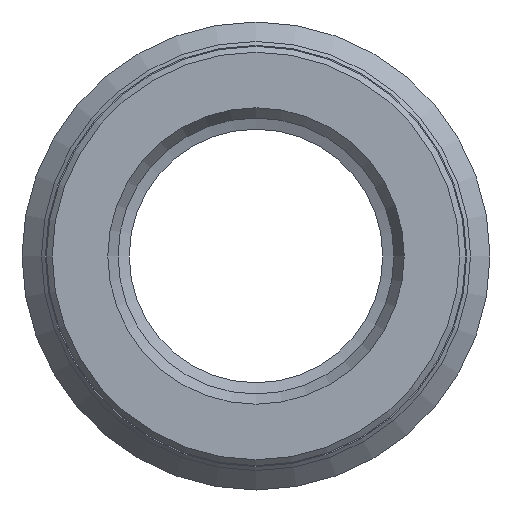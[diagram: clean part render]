
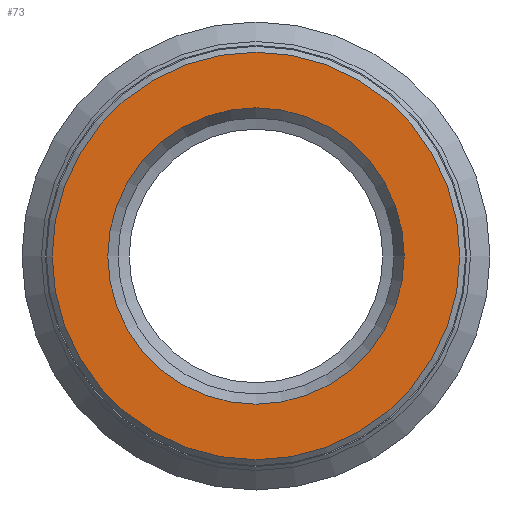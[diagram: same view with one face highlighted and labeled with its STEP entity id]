
A CAD part, front view. The second image highlights one B-rep face of the part: STEP entity #73.
In plain terms, the highlighted planar face has unit normal (0, -1, 0).
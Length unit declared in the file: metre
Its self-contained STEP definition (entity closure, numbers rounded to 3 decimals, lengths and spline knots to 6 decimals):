
#73 = ADVANCED_FACE( 'NONE', ( #168, #169 ), #170, .T. );
#168 = FACE_OUTER_BOUND( '', #291, .T. );
#169 = FACE_BOUND( '', #292, .T. );
#170 = PLANE( '', #293 );
#291 = EDGE_LOOP( '', ( #428 ) );
#292 = EDGE_LOOP( '', ( #429 ) );
#293 = AXIS2_PLACEMENT_3D( '', #430, #431, #432 );
#428 = ORIENTED_EDGE( '', *, *, #543, .F. );
#429 = ORIENTED_EDGE( '', *, *, #570, .T. );
#430 = CARTESIAN_POINT( '', ( -0.01045, -0.023403, 0. ) );
#431 = DIRECTION( '', ( 0., -1., 0. ) );
#432 = DIRECTION( '', ( 0., 0., -1. ) );
#543 = EDGE_CURVE( 'NONE', #602, #602, #603, .T. );
#570 = EDGE_CURVE( 'NONE', #646, #646, #647, .T. );
#602 = VERTEX_POINT( '', #689 );
#603 = CIRCLE( '', #690, 0.01045 );
#646 = VERTEX_POINT( '', #733 );
#647 = CIRCLE( '', #734, 0.0076 );
#689 = CARTESIAN_POINT( '', ( 0., -0.023403, -0.01045 ) );
#690 = AXIS2_PLACEMENT_3D( '', #776, #777, #778 );
#733 = CARTESIAN_POINT( '', ( 0., -0.023403, -0.0076 ) );
#734 = AXIS2_PLACEMENT_3D( '', #827, #828, #829 );
#776 = CARTESIAN_POINT( '', ( 0., -0.023403, 0. ) );
#777 = DIRECTION( '', ( 0., 1., 0. ) );
#778 = DIRECTION( '', ( 0., 0., -1. ) );
#827 = CARTESIAN_POINT( '', ( 0., -0.023403, 0. ) );
#828 = DIRECTION( '', ( 0., 1., 0. ) );
#829 = DIRECTION( '', ( 0., 0., -1. ) );
